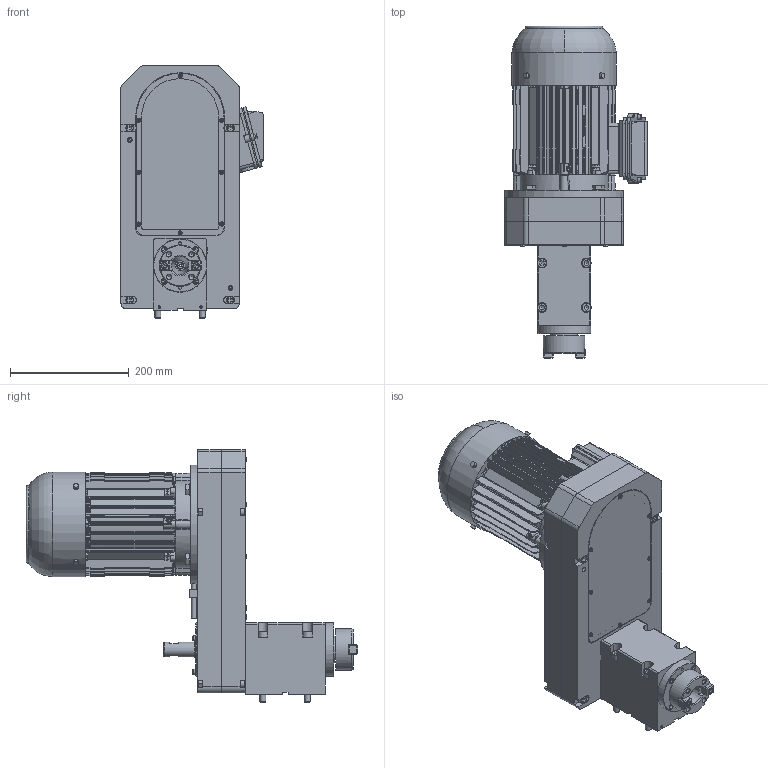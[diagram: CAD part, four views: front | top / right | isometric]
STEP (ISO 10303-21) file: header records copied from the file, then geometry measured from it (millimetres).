
FILE_DESCRIPTION(/* description */ ('Unknown'),/* implementation_level */ '2;1');
FILE_NAME(/* name */ 'CG.16',/* time_stamp */ '2024-11-20T11:13:42+01:00',/* author */ ('Unknown'),/* organization */ ('Unknown'),/* preprocessor_version */ 'ST-DEVELOPER v19.4',/* originating_system */ 'Solid Edge',/* authorisation */ 'Unknown');
FILE_SCHEMA (('AUTOMOTIVE_DESIGN {1 0 10303 214 3 1 1}'));
Products named in the file (1): CG.16
Bounding box: 240.01 x 559 x 426 mm (x, y, z)
Surface area: 835121.1 mm2 (no closed solid volume)
Topology: 0 solids, 108 shells, 1547 faces, 5561 edges, 3896 vertices
Faces by surface type: plane 813, cylinder 518, torus 106, cone 93, sphere 13, bspline 4
Full cylindrical faces by diameter (mm): 4.134 x2, 4.5 x3, 4.917 x6, 5 x4, 6.8 x4, 7 x9, 8 x6, 8.376 x4, 8.5 x7, 9.5 x4, 10 x4, 10.4 x6, 10.5 x3, 11 x2, 13 x4, 14.376 x1, 16 x4, 18 x1, 20 x4, 25 x1, 27 x1, 45 x1, 60 x1, 69.832 x1, 90 x2, 149 x1, 176 x1, 200 x1
Entity records: 61075 total; most frequent: CARTESIAN_POINT 13940, DIRECTION 9066, ORIENTED_EDGE 8736, EDGE_CURVE 5280, VERTEX_POINT 3851, AXIS2_PLACEMENT_3D 3138, LINE 2790, VECTOR 2790
